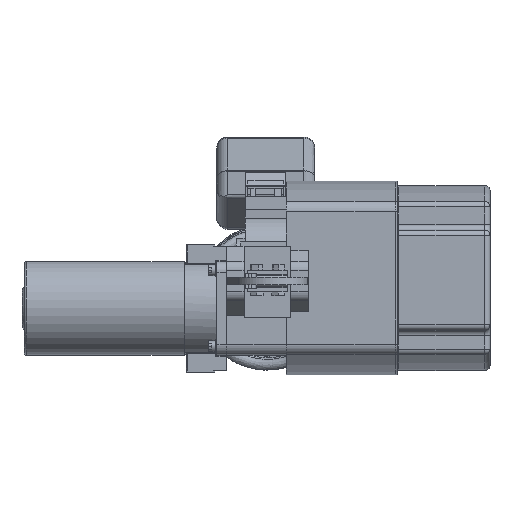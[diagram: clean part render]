
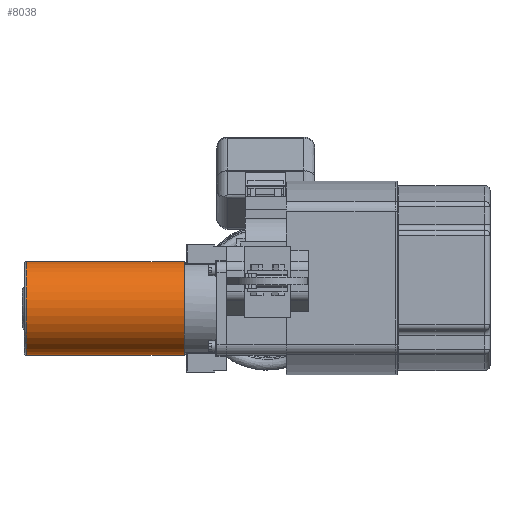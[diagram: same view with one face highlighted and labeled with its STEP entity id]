
A CAD part, top view. The second image highlights one B-rep face of the part: STEP entity #8038.
In plain terms, the highlighted cylindrical face has radius 43 mm (diameter 86 mm), a full revolution.
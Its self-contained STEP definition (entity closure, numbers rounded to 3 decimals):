
#8038=ADVANCED_FACE('',(#11403,#11404),#11405,.T.);
#11403=FACE_OUTER_BOUND('',#15260,.T.);
#11404=FACE_OUTER_BOUND('',#15261,.T.);
#11405=CYLINDRICAL_SURFACE('',#15262,43.);
#15260=EDGE_LOOP('',(#21284));
#15261=EDGE_LOOP('',(#21285));
#15262=AXIS2_PLACEMENT_3D('',#21286,#21287,#21288);
#21284=ORIENTED_EDGE('',*,*,#26950,.T.);
#21285=ORIENTED_EDGE('',*,*,#26701,.F.);
#21286=CARTESIAN_POINT('',(0.,0.,197.));
#21287=DIRECTION('',(0.,0.,-1.));
#21288=DIRECTION('',(-1.,0.,0.));
#26701=EDGE_CURVE('',#32394,#32394,#32395,.T.);
#26950=EDGE_CURVE('',#32819,#32819,#32820,.T.);
#32394=VERTEX_POINT('',#46191);
#32395=CIRCLE('',#46192,43.);
#32819=VERTEX_POINT('',#47269);
#32820=CIRCLE('',#47270,43.);
#46191=CARTESIAN_POINT('',(43.,0.,197.));
#46192=AXIS2_PLACEMENT_3D('',#56754,#56755,#56756);
#47269=CARTESIAN_POINT('',(43.,0.,52.));
#47270=AXIS2_PLACEMENT_3D('',#57021,#57022,#57023);
#56754=CARTESIAN_POINT('',(0.,0.,197.));
#56755=DIRECTION('',(0.,0.,1.));
#56756=DIRECTION('',(1.,0.,0.));
#57021=CARTESIAN_POINT('',(0.,0.,52.));
#57022=DIRECTION('',(0.,0.,1.));
#57023=DIRECTION('',(1.,0.,0.));
